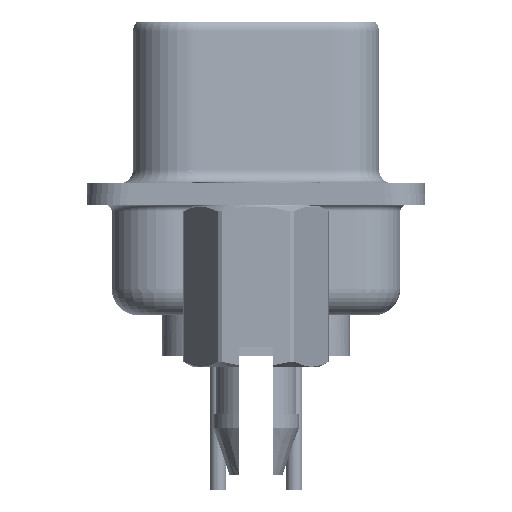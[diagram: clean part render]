
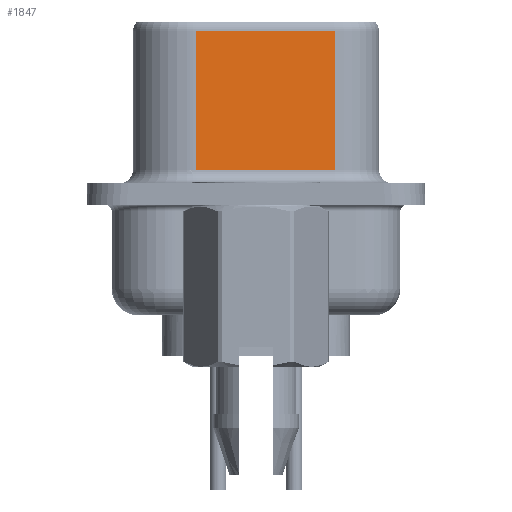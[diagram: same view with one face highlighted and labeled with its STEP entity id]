
A CAD part, left-side view. The second image highlights one B-rep face of the part: STEP entity #1847.
In plain terms, the highlighted planar face has unit normal (-0.985, -0.174, 0).
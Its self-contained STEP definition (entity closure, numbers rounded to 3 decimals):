
#168 = DIRECTION ( 'NONE',  ( 0.985, 0.174, 0. ) ) ;
#467 = PLANE ( 'NONE',  #8988 ) ;
#1847 = ADVANCED_FACE ( 'NONE', ( #7134 ), #467, .F. ) ;
#2097 = VECTOR ( 'NONE', #22466, 1000. ) ;
#3030 = VECTOR ( 'NONE', #21075, 1000. ) ;
#3615 = LINE ( 'NONE', #13043, #2097 ) ;
#4470 = EDGE_LOOP ( 'NONE', ( #17012, #25505, #14462, #16744 ) ) ;
#7134 = FACE_OUTER_BOUND ( 'NONE', #4470, .T. ) ;
#7488 = VERTEX_POINT ( 'NONE', #23451 ) ;
#8988 = AXIS2_PLACEMENT_3D ( 'NONE', #18727, #168, #11916 ) ;
#11225 = EDGE_CURVE ( 'NONE', #13463, #7488, #25797, .T. ) ;
#11512 = EDGE_CURVE ( 'NONE', #29563, #7488, #13105, .T. ) ;
#11649 = LINE ( 'NONE', #23717, #3030 ) ;
#11916 = DIRECTION ( 'NONE',  ( -0.174, 0.985, 0. ) ) ;
#13043 = CARTESIAN_POINT ( 'NONE',  ( 4.58, -2.927, 6.05 ) ) ;
#13105 = LINE ( 'NONE', #29166, #21815 ) ;
#13463 = VERTEX_POINT ( 'NONE', #26189 ) ;
#13601 = EDGE_CURVE ( 'NONE', #13463, #19377, #3615, .T. ) ;
#14462 = ORIENTED_EDGE ( 'NONE', *, *, #22618, .T. ) ;
#14777 = VECTOR ( 'NONE', #28100, 1000. ) ;
#16744 = ORIENTED_EDGE ( 'NONE', *, *, #11512, .T. ) ;
#17012 = ORIENTED_EDGE ( 'NONE', *, *, #11225, .F. ) ;
#18727 = CARTESIAN_POINT ( 'NONE',  ( 4.58, -2.927, 6.55 ) ) ;
#19377 = VERTEX_POINT ( 'NONE', #23441 ) ;
#19845 = CARTESIAN_POINT ( 'NONE',  ( 3.67, 2.233, 0.9 ) ) ;
#20698 = CARTESIAN_POINT ( 'NONE',  ( 4.58, -2.927, 6.55 ) ) ;
#21075 = DIRECTION ( 'NONE',  ( 0., 0., -1. ) ) ;
#21815 = VECTOR ( 'NONE', #22681, 1000. ) ;
#22466 = DIRECTION ( 'NONE',  ( -0.174, 0.985, 0. ) ) ;
#22618 = EDGE_CURVE ( 'NONE', #19377, #29563, #11649, .T. ) ;
#22681 = DIRECTION ( 'NONE',  ( 0.174, -0.985, 0. ) ) ;
#23441 = CARTESIAN_POINT ( 'NONE',  ( 3.67, 2.233, 6.05 ) ) ;
#23451 = CARTESIAN_POINT ( 'NONE',  ( 4.58, -2.927, 0.9 ) ) ;
#23717 = CARTESIAN_POINT ( 'NONE',  ( 3.67, 2.233, 6.55 ) ) ;
#25505 = ORIENTED_EDGE ( 'NONE', *, *, #13601, .T. ) ;
#25797 = LINE ( 'NONE', #20698, #14777 ) ;
#26189 = CARTESIAN_POINT ( 'NONE',  ( 4.58, -2.927, 6.05 ) ) ;
#28100 = DIRECTION ( 'NONE',  ( 0., 0., -1. ) ) ;
#29166 = CARTESIAN_POINT ( 'NONE',  ( 4.58, -2.927, 0.9 ) ) ;
#29563 = VERTEX_POINT ( 'NONE', #19845 ) ;
